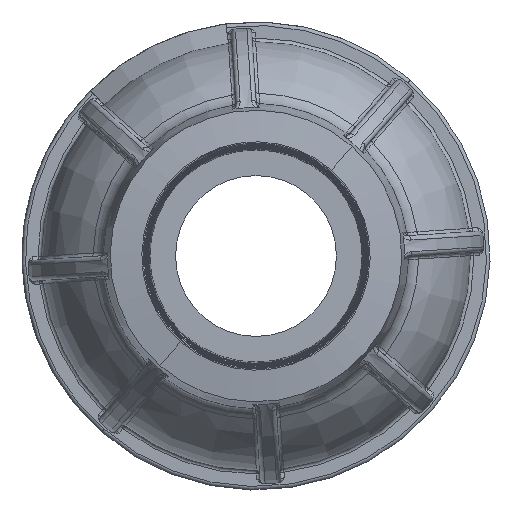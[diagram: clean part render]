
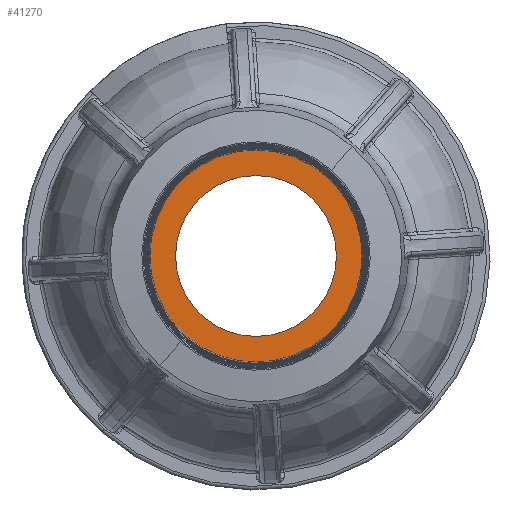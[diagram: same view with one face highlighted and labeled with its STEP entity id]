
A CAD part, left-side view. The second image highlights one B-rep face of the part: STEP entity #41270.
In plain terms, the highlighted planar face has unit normal (1, 0, 0).
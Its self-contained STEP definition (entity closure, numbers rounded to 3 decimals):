
#1520 = AXIS2_PLACEMENT_3D ( 'NONE', #20012, #20013, #20014 ) ;
#20011 = PLANE ( 'NONE',  #1520 ) ;
#20012 = CARTESIAN_POINT ( 'NONE',  ( 0., -123.578, 0. ) ) ;
#20013 = DIRECTION ( 'NONE',  ( -1., 0., 0. ) ) ;
#20014 = DIRECTION ( 'NONE',  ( 0., 0., -1. ) ) ;
#22289 = VERTEX_POINT ( 'NONE', #54240 ) ;
#22290 = VERTEX_POINT ( 'NONE', #54241 ) ;
#33376 = EDGE_CURVE ( 'NONE', #22290, #22289, #54999, .T. ) ;
#33458 = EDGE_CURVE ( 'NONE', #22289, #22290, #55006, .T. ) ;
#37560 = CIRCLE ( 'NONE', #37561, 9. ) ;
#37561 = AXIS2_PLACEMENT_3D ( 'NONE', #55376, #55377, #55378 ) ;
#37805 = CIRCLE ( 'NONE', #37807, 9. ) ;
#37807 = AXIS2_PLACEMENT_3D ( 'NONE', #58680, #58681, #58682 ) ;
#38254 = EDGE_LOOP ( 'NONE', ( #39670, #39671 ) ) ;
#38255 = EDGE_LOOP ( 'NONE', ( #39668, #39669 ) ) ;
#38678 = VERTEX_POINT ( 'NONE', #64210 ) ;
#38679 = VERTEX_POINT ( 'NONE', #64211 ) ;
#39668 = ORIENTED_EDGE ( 'NONE', *, *, #33376, .F. ) ;
#39669 = ORIENTED_EDGE ( 'NONE', *, *, #33458, .F. ) ;
#39670 = ORIENTED_EDGE ( 'NONE', *, *, #43818, .T. ) ;
#39671 = ORIENTED_EDGE ( 'NONE', *, *, #46144, .T. ) ;
#41270 = ADVANCED_FACE ( 'NONE', ( #59556, #59557 ), #20011, .F. ) ;
#43818 = EDGE_CURVE ( 'NONE', #38678, #38679, #37560, .T. ) ;
#46144 = EDGE_CURVE ( 'NONE', #38679, #38678, #37805, .T. ) ;
#54240 = CARTESIAN_POINT ( 'NONE',  ( 0., -111.703, 11.875 ) ) ;
#54241 = CARTESIAN_POINT ( 'NONE',  ( 0., -111.703, -11.875 ) ) ;
#54999 = CIRCLE ( 'NONE', #55001, 11.875 ) ;
#55001 = AXIS2_PLACEMENT_3D ( 'NONE', #60541, #60542, #60543 ) ;
#55006 = CIRCLE ( 'NONE', #55008, 11.875 ) ;
#55008 = AXIS2_PLACEMENT_3D ( 'NONE', #60984, #60985, #60986 ) ;
#55376 = CARTESIAN_POINT ( 'NONE',  ( 0., -111.703, 0. ) ) ;
#55377 = DIRECTION ( 'NONE',  ( -1., 0., 0. ) ) ;
#55378 = DIRECTION ( 'NONE',  ( 0., 0., -1. ) ) ;
#58680 = CARTESIAN_POINT ( 'NONE',  ( 0., -111.703, 0. ) ) ;
#58681 = DIRECTION ( 'NONE',  ( -1., 0., 0. ) ) ;
#58682 = DIRECTION ( 'NONE',  ( 0., 0., -1. ) ) ;
#59556 = FACE_OUTER_BOUND ( 'NONE', #38255, .T. ) ;
#59557 = FACE_BOUND ( 'NONE', #38254, .T. ) ;
#60541 = CARTESIAN_POINT ( 'NONE',  ( 0., -111.703, 0. ) ) ;
#60542 = DIRECTION ( 'NONE',  ( -1., 0., 0. ) ) ;
#60543 = DIRECTION ( 'NONE',  ( 0., 0., -1. ) ) ;
#60984 = CARTESIAN_POINT ( 'NONE',  ( 0., -111.703, 0. ) ) ;
#60985 = DIRECTION ( 'NONE',  ( -1., 0., 0. ) ) ;
#60986 = DIRECTION ( 'NONE',  ( 0., 0., -1. ) ) ;
#64210 = CARTESIAN_POINT ( 'NONE',  ( 0., -111.703, -9. ) ) ;
#64211 = CARTESIAN_POINT ( 'NONE',  ( 0., -111.703, 9. ) ) ;
